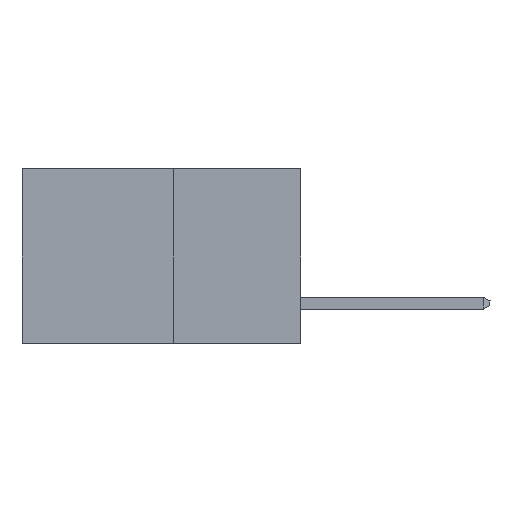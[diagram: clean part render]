
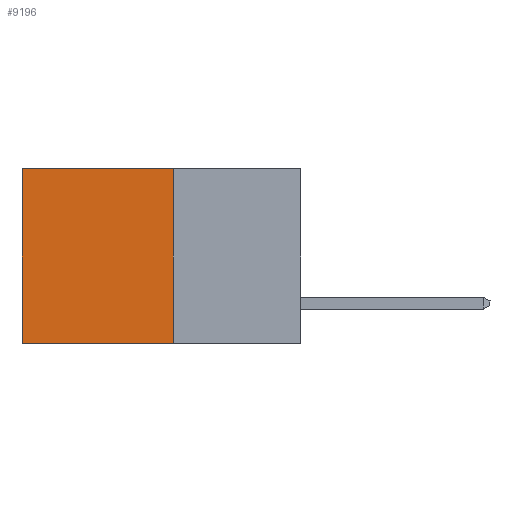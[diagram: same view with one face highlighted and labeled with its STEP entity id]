
A CAD part, left-side view. The second image highlights one B-rep face of the part: STEP entity #9196.
In plain terms, the highlighted planar face has unit normal (-1, 0, 0).
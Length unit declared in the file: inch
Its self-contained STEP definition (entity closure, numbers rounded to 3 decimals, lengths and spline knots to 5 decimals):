
#37 = LINE ( 'NONE', #8339, #2544 ) ;
#550 = EDGE_LOOP ( 'NONE', ( #9395, #9408, #9457, #9496 ) ) ;
#993 = CARTESIAN_POINT ( 'NONE',  ( 0.277, 0.27, -0.37 ) ) ;
#1261 = CARTESIAN_POINT ( 'NONE',  ( 0.277, 0.27, 0. ) ) ;
#1662 = CARTESIAN_POINT ( 'NONE',  ( 0.277, 0.59, -0.37 ) ) ;
#1815 = VERTEX_POINT ( 'NONE', #7502 ) ;
#1877 = LINE ( 'NONE', #7084, #6805 ) ;
#2066 = DIRECTION ( 'NONE',  ( 0., 0., -1. ) ) ;
#2544 = VECTOR ( 'NONE', #8111, 39.37008 ) ;
#3101 = VERTEX_POINT ( 'NONE', #5685 ) ;
#3158 = EDGE_CURVE ( 'NONE', #1815, #7076, #6871, .T. ) ;
#4641 = FACE_OUTER_BOUND ( 'NONE', #550, .T. ) ;
#4747 = CARTESIAN_POINT ( 'NONE',  ( 0.277, 0.59, 0. ) ) ;
#5191 = EDGE_CURVE ( 'NONE', #7076, #7486, #37, .T. ) ;
#5263 = EDGE_CURVE ( 'NONE', #1815, #3101, #12153, .T. ) ;
#5265 = EDGE_CURVE ( 'NONE', #3101, #7486, #1877, .T. ) ;
#5685 = CARTESIAN_POINT ( 'NONE',  ( 0.277, 0.27, -0.37 ) ) ;
#6805 = VECTOR ( 'NONE', #7033, 39.37008 ) ;
#6871 = LINE ( 'NONE', #1261, #9189 ) ;
#6954 = PLANE ( 'NONE',  #12182 ) ;
#7033 = DIRECTION ( 'NONE',  ( 0., 1., 0. ) ) ;
#7076 = VERTEX_POINT ( 'NONE', #4747 ) ;
#7084 = CARTESIAN_POINT ( 'NONE',  ( 0.277, 0.27, -0.37 ) ) ;
#7113 = VECTOR ( 'NONE', #7331, 39.37008 ) ;
#7268 = CARTESIAN_POINT ( 'NONE',  ( 0.277, 0.27, -0.37 ) ) ;
#7331 = DIRECTION ( 'NONE',  ( 0., 0., -1. ) ) ;
#7486 = VERTEX_POINT ( 'NONE', #1662 ) ;
#7502 = CARTESIAN_POINT ( 'NONE',  ( 0.277, 0.27, 0. ) ) ;
#7946 = DIRECTION ( 'NONE',  ( 1., 0., 0. ) ) ;
#8111 = DIRECTION ( 'NONE',  ( 0., 0., -1. ) ) ;
#8339 = CARTESIAN_POINT ( 'NONE',  ( 0.277, 0.59, -0.37 ) ) ;
#9189 = VECTOR ( 'NONE', #10415, 39.37008 ) ;
#9196 = ADVANCED_FACE ( 'NONE', ( #4641 ), #6954, .F. ) ;
#9395 = ORIENTED_EDGE ( 'NONE', *, *, #5191, .T. ) ;
#9408 = ORIENTED_EDGE ( 'NONE', *, *, #5265, .F. ) ;
#9457 = ORIENTED_EDGE ( 'NONE', *, *, #5263, .F. ) ;
#9496 = ORIENTED_EDGE ( 'NONE', *, *, #3158, .T. ) ;
#10415 = DIRECTION ( 'NONE',  ( 0., 1., 0. ) ) ;
#12153 = LINE ( 'NONE', #7268, #7113 ) ;
#12182 = AXIS2_PLACEMENT_3D ( 'NONE', #993, #7946, #2066 ) ;
